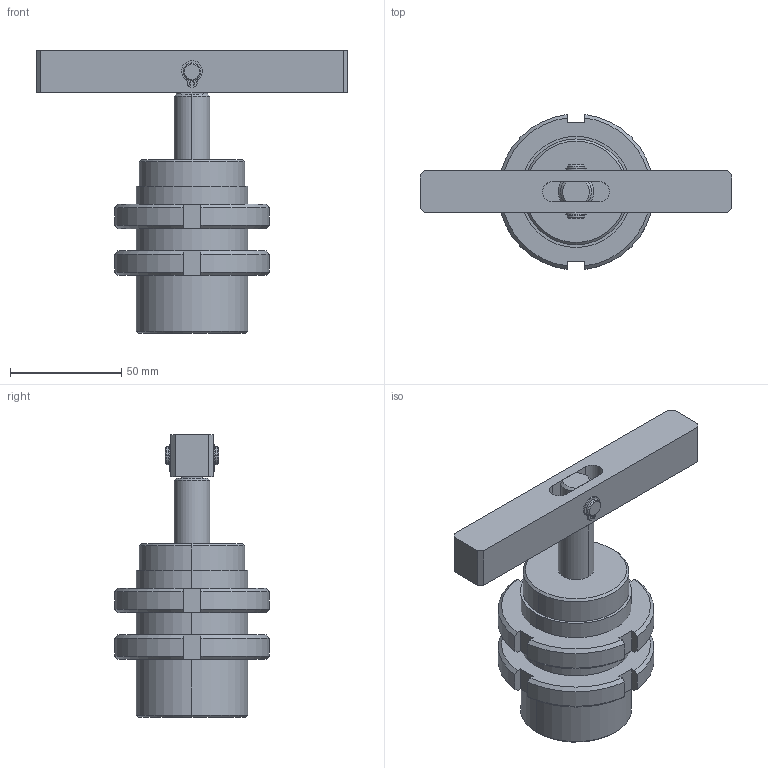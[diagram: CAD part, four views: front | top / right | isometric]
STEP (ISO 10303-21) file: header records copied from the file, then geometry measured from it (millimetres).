
FILE_DESCRIPTION (( 'STEP AP203' ), '1' );
FILE_NAME ('HASC-TB32D.STEP', '2019-10-14T11:09:24', ( '微软用户' ), ( '微软中国' ), 'SwSTEP 2.0', 'SolidWorks 2012', '' );
FILE_SCHEMA (( 'CONFIG_CONTROL_DESIGN' ));
Length unit declared in the file: millimetre
Products named in the file (7): HASC-TB32D; HASC-TB32蹟譫; circlips for shaft--type a small gb_GB_CONNECTING_PIECE_RING_RRA 8; HASC-TB32D邧揤旋; HASC-32D活塞杆; HASC-TB32DÏú; HASC-TB32掛极
Assembly tree (8 placements, depth 2):
  HASC-TB32D
    HASC-TB32掛极
    HASC-TB32DÏú
    HASC-32D活塞杆
    HASC-TB32D邧揤旋
    circlips for shaft--type a small gb_GB_CONNECTING_PIECE_RING_RRA 8  x2
    HASC-TB32蹟譫  x2
Bounding box: 140 x 69.54 x 127 mm (x, y, z)
Volume: 222293.8 mm3; surface area: 57317.6 mm2
Topology: 8 solids, 8 shells, 255 faces, 634 edges, 412 vertices
Faces by surface type: plane 111, cylinder 78, cone 44, bspline 16, torus 6
Entity records: 7536 total; most frequent: CARTESIAN_POINT 1970, DIRECTION 997, ORIENTED_EDGE 982, EDGE_CURVE 491, AXIS2_PLACEMENT_3D 361, VERTEX_POINT 318, VECTOR 275, LINE 275
